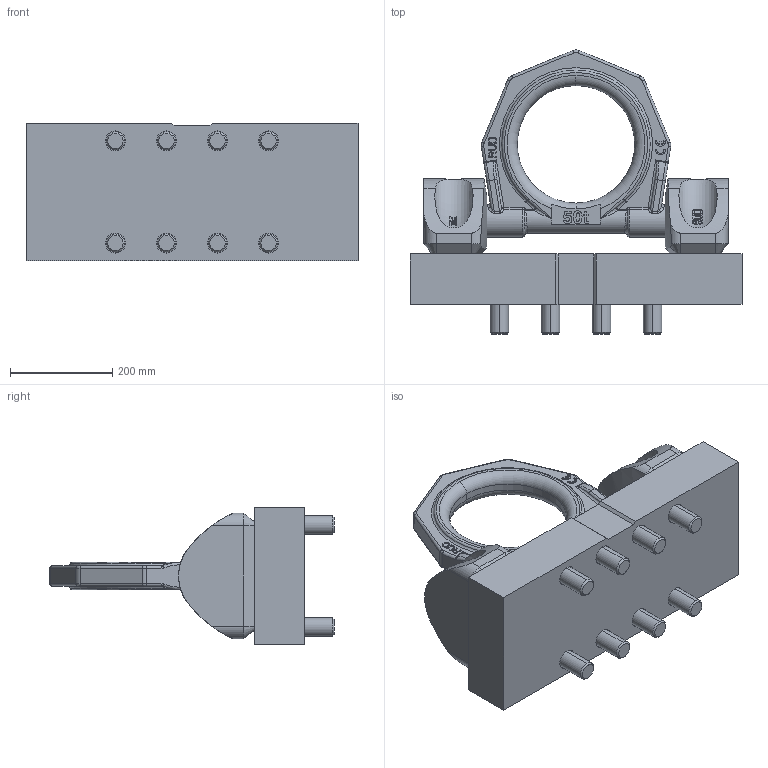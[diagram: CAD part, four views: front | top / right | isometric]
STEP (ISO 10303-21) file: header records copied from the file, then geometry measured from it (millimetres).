
FILE_DESCRIPTION((''),'2;1');
FILE_NAME('001-M35252-P202_ASM','2019-03-06T',('Roland.Jakubetz'),(''),'PRO/ENGINEER BY PARAMETRIC TECHNOLOGY CORPORATION, 2011490','PRO/ENGINEER BY PARAMETRIC TECHNOLOGY CORPORATION, 2011490','');
FILE_SCHEMA(('CONFIG_CONTROL_DESIGN'));
Length unit declared in the file: millimetre
Products named in the file (6): 001-M35252-P202; 001-M35133-P-1; 001-M35136-P-1; 001-M35252-P-1_ASM; 001-M31116-P-1; 001-M35252-P202_ASM
Assembly tree (13 placements, depth 3):
  001-M35252-P202_ASM
    001-M35252-P202
    001-M35252-P-1_ASM
      001-M35133-P-1
      001-M35136-P-1  x2
    001-M31116-P-1  x8
Bounding box: 650 x 556.39 x 270 mm (x, y, z)
Volume: 26589964.8 mm3; surface area: 1374276.7 mm2
Topology: 12 solids, 12 shells, 954 faces, 2444 edges, 1574 vertices
Faces by surface type: plane 573, cylinder 151, extrusion 70, torus 68, cone 44, bspline 36, sphere 12
Entity records: 25392 total; most frequent: CARTESIAN_POINT 8919, ORIENTED_EDGE 3588, DIRECTION 3029, EDGE_CURVE 1794, VERTEX_POINT 1152, VECTOR 1101, LINE 1031, AXIS2_PLACEMENT_3D 964
